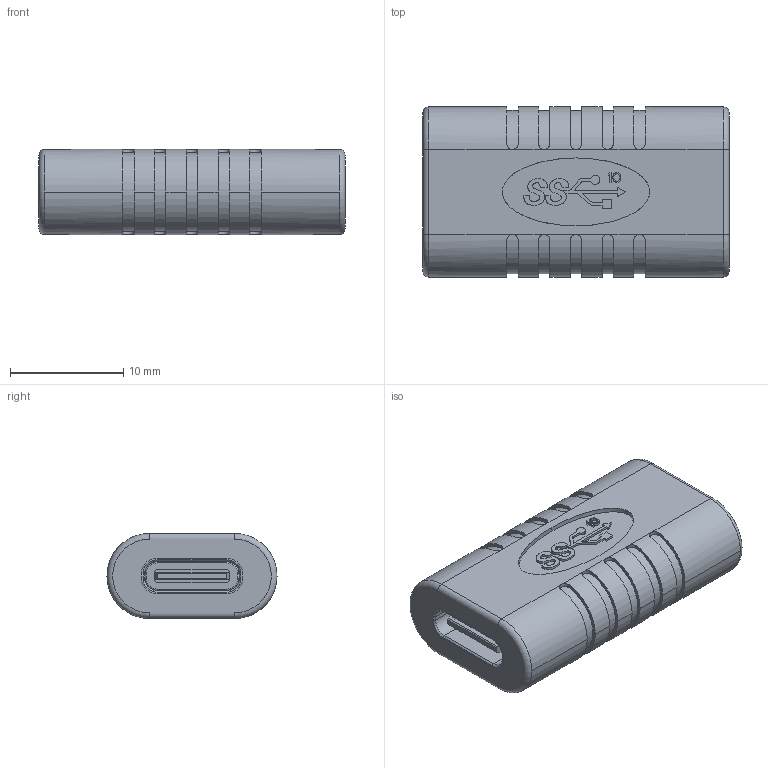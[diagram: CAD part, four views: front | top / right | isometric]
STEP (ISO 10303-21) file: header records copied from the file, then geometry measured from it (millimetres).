
FILE_DESCRIPTION (( 'STEP AP214' ), '1' );
FILE_NAME ('LU3CFCF_3D.step', '2024-10-10T21:22:17', ( '' ), ( '' ), 'SwSTEP 2.0', 'SolidWorks 2022', '' );
FILE_SCHEMA (( 'AUTOMOTIVE_DESIGN' ));
Length unit declared in the file: inch
Products named in the file (20): CP_ASM_1_ASM^164-197-U3CFCF- TYPE CF TO CF(2)_LU3CFCF; MANIFOLD_SOLID_BREP_21682^TYPECFDZ_7_ASM_TYPECF_ASM_9_ASM_CP_ASM_1_ASM_164-197-U3CFCF- TYPE CF TO CF(2)_LU3CFCF; MANIFOLD_SOLID_BREP_19253^TYPECFDZ_7_ASM_TYPECF_ASM_9_ASM_CP_ASM_1_ASM_164-197-U3CFCF- TYPE CF TO CF(2)_LU3CFCF; MANIFOLD_SOLID_BREP_12411^TYPECFDZ_7_ASM_TYPECF_ASM_9_ASM_CP_ASM_1_ASM_164-197-U3CFCF- TYPE CF TO CF(2)_LU3CFCF; MANIFOLD_SOLID_BREP_15830^TYPECFDZ_7_ASM_TYPECF_ASM_9_ASM_CP_ASM_1_ASM_164-197-U3CFCF- TYPE CF TO CF(2)_LU3CFCF; MANIFOLD_SOLID_BREP_14618^TYPECFDZ_7_ASM_TYPECF_ASM_9_ASM_CP_ASM_1_ASM_164-197-U3CFCF- TYPE CF TO CF(2)_LU3CFCF; MANIFOLD_SOLID_BREP_22894^TYPECFDZ_7_ASM_TYPECF_ASM_9_ASM_CP_ASM_1_ASM_164-197-U3CFCF- TYPE CF TO CF(2)_LU3CFCF; TYPECFGANGKE_14^TYPECF_ASM_9_ASM_CP_ASM_1_ASM_164-197-U3CFCF- TYPE CF TO CF(2)_LU3CFCF; 164-197-U3CFCF- TYPE CF TO CF(2)^LU3CFCF; MANIFOLD_SOLID_BREP_24884^TYPECFDZ_7_ASM_TYPECF_ASM_9_ASM_CP_ASM_1_ASM_164-197-U3CFCF- TYPE CF TO CF(2)_LU3CFCF; MANIFOLD_SOLID_BREP_23889^TYPECFDZ_7_ASM_TYPECF_ASM_9_ASM_CP_ASM_1_ASM_164-197-U3CFCF- TYPE CF TO CF(2)_LU3CFCF; TYPECF_ASM_9_ASM^CP_ASM_1_ASM_164-197-U3CFCF- TYPE CF TO CF(2)_LU3CFCF; MANIFOLD_SOLID_BREP_17044^TYPECFDZ_7_ASM_TYPECF_ASM_9_ASM_CP_ASM_1_ASM_164-197-U3CFCF- TYPE CF TO CF(2)_LU3CFCF; TYPECFDZ_7_ASM^TYPECF_ASM_9_ASM_CP_ASM_1_ASM_164-197-U3CFCF- TYPE CF TO CF(2)_LU3CFCF; MANIFOLD_SOLID_BREP_20470^TYPECFDZ_7_ASM_TYPECF_ASM_9_ASM_CP_ASM_1_ASM_164-197-U3CFCF- TYPE CF TO CF(2)_LU3CFCF; MANIFOLD_SOLID_BREP_13406^TYPECFDZ_7_ASM_TYPECF_ASM_9_ASM_CP_ASM_1_ASM_164-197-U3CFCF- TYPE CF TO CF(2)_LU3CFCF; TYPEFTOF_5^CP_ASM_1_ASM_164-197-U3CFCF- TYPE CF TO CF(2)_LU3CFCF; LU3CFCF_3D; MANIFOLD_SOLID_BREP_18258^TYPECFDZ_7_ASM_TYPECF_ASM_9_ASM_CP_ASM_1_ASM_164-197-U3CFCF- TYPE CF TO CF(2)_LU3CFCF; TYPECFJIAOXIN_8^TYPECF_ASM_9_ASM_CP_ASM_1_ASM_164-197-U3CFCF- TYPE CF TO CF(2)_LU3CFCF
Assembly tree (21 placements, depth 6):
  LU3CFCF_3D
    164-197-U3CFCF- TYPE CF TO CF(2)^LU3CFCF
      CP_ASM_1_ASM^164-197-U3CFCF- TYPE CF TO CF(2)_LU3CFCF
        TYPECF_ASM_9_ASM^CP_ASM_1_ASM_164-197-U3CFCF- TYPE CF TO CF(2)_LU3CFCF  x2
          TYPECFDZ_7_ASM^TYPECF_ASM_9_ASM_CP_ASM_1_ASM_164-197-U3CFCF- TYPE CF TO CF(2)_LU3CFCF
            MANIFOLD_SOLID_BREP_12411^TYPECFDZ_7_ASM_TYPECF_ASM_9_ASM_CP_ASM_1_ASM_164-197-U3CFCF- TYPE CF TO CF(2)_LU3CFCF
            MANIFOLD_SOLID_BREP_13406^TYPECFDZ_7_ASM_TYPECF_ASM_9_ASM_CP_ASM_1_ASM_164-197-U3CFCF- TYPE CF TO CF(2)_LU3CFCF
            MANIFOLD_SOLID_BREP_14618^TYPECFDZ_7_ASM_TYPECF_ASM_9_ASM_CP_ASM_1_ASM_164-197-U3CFCF- TYPE CF TO CF(2)_LU3CFCF
            MANIFOLD_SOLID_BREP_15830^TYPECFDZ_7_ASM_TYPECF_ASM_9_ASM_CP_ASM_1_ASM_164-197-U3CFCF- TYPE CF TO CF(2)_LU3CFCF
            MANIFOLD_SOLID_BREP_17044^TYPECFDZ_7_ASM_TYPECF_ASM_9_ASM_CP_ASM_1_ASM_164-197-U3CFCF- TYPE CF TO CF(2)_LU3CFCF
            MANIFOLD_SOLID_BREP_18258^TYPECFDZ_7_ASM_TYPECF_ASM_9_ASM_CP_ASM_1_ASM_164-197-U3CFCF- TYPE CF TO CF(2)_LU3CFCF
            MANIFOLD_SOLID_BREP_19253^TYPECFDZ_7_ASM_TYPECF_ASM_9_ASM_CP_ASM_1_ASM_164-197-U3CFCF- TYPE CF TO CF(2)_LU3CFCF
            MANIFOLD_SOLID_BREP_20470^TYPECFDZ_7_ASM_TYPECF_ASM_9_ASM_CP_ASM_1_ASM_164-197-U3CFCF- TYPE CF TO CF(2)_LU3CFCF
            MANIFOLD_SOLID_BREP_21682^TYPECFDZ_7_ASM_TYPECF_ASM_9_ASM_CP_ASM_1_ASM_164-197-U3CFCF- TYPE CF TO CF(2)_LU3CFCF
            MANIFOLD_SOLID_BREP_22894^TYPECFDZ_7_ASM_TYPECF_ASM_9_ASM_CP_ASM_1_ASM_164-197-U3CFCF- TYPE CF TO CF(2)_LU3CFCF
            MANIFOLD_SOLID_BREP_23889^TYPECFDZ_7_ASM_TYPECF_ASM_9_ASM_CP_ASM_1_ASM_164-197-U3CFCF- TYPE CF TO CF(2)_LU3CFCF
            MANIFOLD_SOLID_BREP_24884^TYPECFDZ_7_ASM_TYPECF_ASM_9_ASM_CP_ASM_1_ASM_164-197-U3CFCF- TYPE CF TO CF(2)_LU3CFCF
          TYPECFJIAOXIN_8^TYPECF_ASM_9_ASM_CP_ASM_1_ASM_164-197-U3CFCF- TYPE CF TO CF(2)_LU3CFCF
          TYPECFGANGKE_14^TYPECF_ASM_9_ASM_CP_ASM_1_ASM_164-197-U3CFCF- TYPE CF TO CF(2)_LU3CFCF
        TYPEFTOF_5^CP_ASM_1_ASM_164-197-U3CFCF- TYPE CF TO CF(2)_LU3CFCF
Bounding box: 27 x 15 x 7.5 mm (x, y, z)
Volume: 2244.8 mm3; surface area: 3415.9 mm2
Topology: 53 solids, 53 shells, 2420 faces, 6828 edges, 4520 vertices
Faces by surface type: plane 1484, cylinder 850, bspline 58, cone 16, torus 12
Entity records: 31467 total; most frequent: CARTESIAN_POINT 7173, ORIENTED_EDGE 5138, DIRECTION 4613, EDGE_CURVE 2569, LINE 1737, VECTOR 1737, VERTEX_POINT 1694, AXIS2_PLACEMENT_3D 1438
